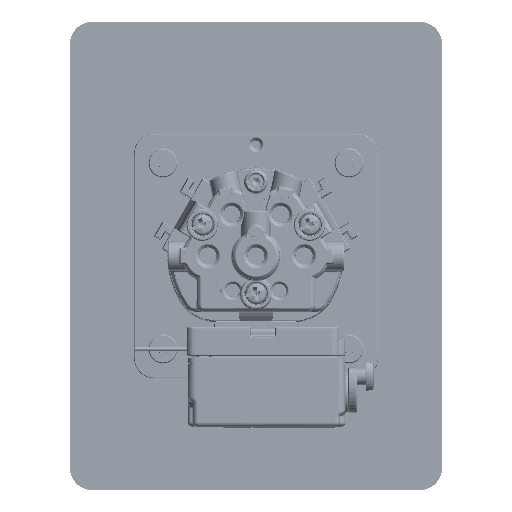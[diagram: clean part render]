
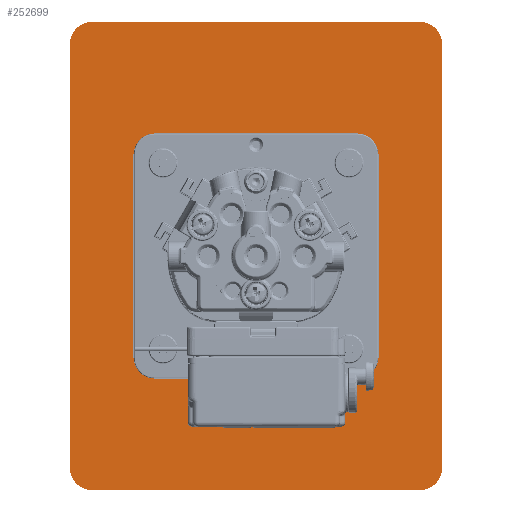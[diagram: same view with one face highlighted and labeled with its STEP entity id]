
A CAD part, front view. The second image highlights one B-rep face of the part: STEP entity #252699.
In plain terms, the highlighted planar face has unit normal (0, -1, 0).
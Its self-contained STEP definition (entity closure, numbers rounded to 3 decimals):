
#640 = CARTESIAN_POINT ( 'NONE',  ( -60., -27.7, -75.5 ) ) ;
#756 = VECTOR ( 'NONE', #212839, 1000. ) ;
#883 = VERTEX_POINT ( 'NONE', #185183 ) ;
#2001 = DIRECTION ( 'NONE',  ( -1., 0., 0. ) ) ;
#3013 = EDGE_CURVE ( 'NONE', #27766, #175142, #215204, .T. ) ;
#3582 = VECTOR ( 'NONE', #221528, 1000. ) ;
#5065 = VECTOR ( 'NONE', #2001, 1000. ) ;
#6902 = DIRECTION ( 'NONE',  ( 0., 1., 0. ) ) ;
#7140 = CIRCLE ( 'NONE', #45986, 3. ) ;
#10423 = CARTESIAN_POINT ( 'NONE',  ( -53., -27.7, -75.5 ) ) ;
#10447 = EDGE_CURVE ( 'NONE', #162417, #71405, #75462, .T. ) ;
#13697 = VERTEX_POINT ( 'NONE', #179150 ) ;
#16320 = AXIS2_PLACEMENT_3D ( 'NONE', #205825, #207173, #22949 ) ;
#22949 = DIRECTION ( 'NONE',  ( 0., 0., -1. ) ) ;
#23418 = CARTESIAN_POINT ( 'NONE',  ( -60., -27.7, 75.5 ) ) ;
#27766 = VERTEX_POINT ( 'NONE', #142252 ) ;
#28149 = AXIS2_PLACEMENT_3D ( 'NONE', #219530, #137600, #120091 ) ;
#29292 = VERTEX_POINT ( 'NONE', #218803 ) ;
#29499 = CARTESIAN_POINT ( 'NONE',  ( 53., -27.7, 68.5 ) ) ;
#30187 = FACE_OUTER_BOUND ( 'NONE', #237598, .T. ) ;
#31565 = CARTESIAN_POINT ( 'NONE',  ( -60., -27.7, 74.5 ) ) ;
#34695 = ORIENTED_EDGE ( 'NONE', *, *, #182401, .F. ) ;
#35619 = AXIS2_PLACEMENT_3D ( 'NONE', #222064, #204597, #140153 ) ;
#39915 = DIRECTION ( 'NONE',  ( 0., 1., 0. ) ) ;
#45986 = AXIS2_PLACEMENT_3D ( 'NONE', #65993, #39915, #120641 ) ;
#48660 = EDGE_LOOP ( 'NONE', ( #202746 ) ) ;
#48803 = CARTESIAN_POINT ( 'NONE',  ( 60., -27.7, 75.5 ) ) ;
#58411 = CARTESIAN_POINT ( 'NONE',  ( 30., -27.7, 33. ) ) ;
#59298 = CARTESIAN_POINT ( 'NONE',  ( -53., -27.7, 68.5 ) ) ;
#64727 = EDGE_CURVE ( 'NONE', #160655, #160655, #144189, .T. ) ;
#65993 = CARTESIAN_POINT ( 'NONE',  ( 30., -27.7, 30. ) ) ;
#66163 = DIRECTION ( 'NONE',  ( 0., 0., -1. ) ) ;
#67936 = EDGE_CURVE ( 'NONE', #219746, #219746, #7140, .T. ) ;
#69754 = CARTESIAN_POINT ( 'NONE',  ( -53., -27.7, 75.5 ) ) ;
#70677 = ORIENTED_EDGE ( 'NONE', *, *, #208272, .F. ) ;
#71405 = VERTEX_POINT ( 'NONE', #201865 ) ;
#71743 = DIRECTION ( 'NONE',  ( 0., -1., 0. ) ) ;
#72187 = DIRECTION ( 'NONE',  ( 0., 0., 1. ) ) ;
#75038 = CARTESIAN_POINT ( 'NONE',  ( 53., -27.7, 75.5 ) ) ;
#75462 = CIRCLE ( 'NONE', #157099, 7. ) ;
#79625 = VECTOR ( 'NONE', #223807, 1000. ) ;
#80345 = LINE ( 'NONE', #104547, #3582 ) ;
#85104 = VERTEX_POINT ( 'NONE', #221152 ) ;
#90475 = ORIENTED_EDGE ( 'NONE', *, *, #115376, .T. ) ;
#94683 = ORIENTED_EDGE ( 'NONE', *, *, #10447, .T. ) ;
#94926 = ORIENTED_EDGE ( 'NONE', *, *, #67936, .T. ) ;
#96113 = FACE_BOUND ( 'NONE', #185447, .T. ) ;
#97408 = DIRECTION ( 'NONE',  ( 0., 0., -1. ) ) ;
#99337 = AXIS2_PLACEMENT_3D ( 'NONE', #216974, #71743, #257310 ) ;
#104527 = VERTEX_POINT ( 'NONE', #206990 ) ;
#104547 = CARTESIAN_POINT ( 'NONE',  ( -60., -27.7, 74.5 ) ) ;
#115376 = EDGE_CURVE ( 'NONE', #13697, #13697, #263248, .T. ) ;
#115895 = DIRECTION ( 'NONE',  ( 0., -1., 0. ) ) ;
#119962 = EDGE_LOOP ( 'NONE', ( #166828 ) ) ;
#120091 = DIRECTION ( 'NONE',  ( 0., 0., -1. ) ) ;
#120641 = DIRECTION ( 'NONE',  ( 0., 0., 1. ) ) ;
#137600 = DIRECTION ( 'NONE',  ( 0., 1., 0. ) ) ;
#140153 = DIRECTION ( 'NONE',  ( 0., 0., 1. ) ) ;
#142252 = CARTESIAN_POINT ( 'NONE',  ( -60., -27.7, -68.5 ) ) ;
#143334 = AXIS2_PLACEMENT_3D ( 'NONE', #29499, #155947, #170790 ) ;
#144189 = CIRCLE ( 'NONE', #28149, 3. ) ;
#146467 = ORIENTED_EDGE ( 'NONE', *, *, #228023, .T. ) ;
#147538 = CIRCLE ( 'NONE', #143334, 7. ) ;
#149543 = CARTESIAN_POINT ( 'NONE',  ( 30., -27.7, -30. ) ) ;
#155947 = DIRECTION ( 'NONE',  ( 0., -1., 0. ) ) ;
#156200 = EDGE_CURVE ( 'NONE', #85104, #230987, #147538, .T. ) ;
#157099 = AXIS2_PLACEMENT_3D ( 'NONE', #59298, #115895, #200534 ) ;
#157629 = LINE ( 'NONE', #48803, #756 ) ;
#157915 = FACE_BOUND ( 'NONE', #209981, .T. ) ;
#160655 = VERTEX_POINT ( 'NONE', #176811 ) ;
#160999 = AXIS2_PLACEMENT_3D ( 'NONE', #31565, #179415, #97408 ) ;
#162417 = VERTEX_POINT ( 'NONE', #69754 ) ;
#166828 = ORIENTED_EDGE ( 'NONE', *, *, #64727, .T. ) ;
#170790 = DIRECTION ( 'NONE',  ( 0., 0., -1. ) ) ;
#173186 = AXIS2_PLACEMENT_3D ( 'NONE', #149543, #6902, #66163 ) ;
#174542 = EDGE_CURVE ( 'NONE', #85104, #190016, #157629, .T. ) ;
#175142 = VERTEX_POINT ( 'NONE', #10423 ) ;
#176811 = CARTESIAN_POINT ( 'NONE',  ( -30., -27.7, 27. ) ) ;
#179150 = CARTESIAN_POINT ( 'NONE',  ( 30., -27.7, -33. ) ) ;
#179415 = DIRECTION ( 'NONE',  ( 0., -1., 0. ) ) ;
#182401 = EDGE_CURVE ( 'NONE', #104527, #175142, #186319, .T. ) ;
#185183 = CARTESIAN_POINT ( 'NONE',  ( 0., -27.7, 34. ) ) ;
#185447 = EDGE_LOOP ( 'NONE', ( #227877 ) ) ;
#186319 = LINE ( 'NONE', #640, #5065 ) ;
#187512 = LINE ( 'NONE', #23418, #79625 ) ;
#190016 = VERTEX_POINT ( 'NONE', #210347 ) ;
#192183 = EDGE_LOOP ( 'NONE', ( #90475 ) ) ;
#196896 = PLANE ( 'NONE',  #160999 ) ;
#198973 = CIRCLE ( 'NONE', #220456, 3. ) ;
#200534 = DIRECTION ( 'NONE',  ( 0., 0., -1. ) ) ;
#201499 = ORIENTED_EDGE ( 'NONE', *, *, #257463, .F. ) ;
#201865 = CARTESIAN_POINT ( 'NONE',  ( -60., -27.7, 68.5 ) ) ;
#202746 = ORIENTED_EDGE ( 'NONE', *, *, #266000, .T. ) ;
#204597 = DIRECTION ( 'NONE',  ( 0., 1., 0. ) ) ;
#205825 = CARTESIAN_POINT ( 'NONE',  ( 53., -27.7, -68.5 ) ) ;
#206990 = CARTESIAN_POINT ( 'NONE',  ( 53., -27.7, -75.5 ) ) ;
#207173 = DIRECTION ( 'NONE',  ( 0., -1., 0. ) ) ;
#208272 = EDGE_CURVE ( 'NONE', #162417, #230987, #187512, .T. ) ;
#209981 = EDGE_LOOP ( 'NONE', ( #94926 ) ) ;
#210347 = CARTESIAN_POINT ( 'NONE',  ( 60., -27.7, -68.5 ) ) ;
#212839 = DIRECTION ( 'NONE',  ( 0., 0., -1. ) ) ;
#215204 = CIRCLE ( 'NONE', #99337, 7. ) ;
#216974 = CARTESIAN_POINT ( 'NONE',  ( -53., -27.7, -68.5 ) ) ;
#217098 = FACE_BOUND ( 'NONE', #192183, .T. ) ;
#218803 = CARTESIAN_POINT ( 'NONE',  ( -30., -27.7, -27. ) ) ;
#219530 = CARTESIAN_POINT ( 'NONE',  ( -30., -27.7, 30. ) ) ;
#219746 = VERTEX_POINT ( 'NONE', #58411 ) ;
#220048 = ORIENTED_EDGE ( 'NONE', *, *, #174542, .F. ) ;
#220456 = AXIS2_PLACEMENT_3D ( 'NONE', #256472, #253808, #72187 ) ;
#221152 = CARTESIAN_POINT ( 'NONE',  ( 60., -27.7, 68.5 ) ) ;
#221528 = DIRECTION ( 'NONE',  ( 0., 0., 1. ) ) ;
#222064 = CARTESIAN_POINT ( 'NONE',  ( 0., -27.7, 0. ) ) ;
#223807 = DIRECTION ( 'NONE',  ( 1., 0., 0. ) ) ;
#227877 = ORIENTED_EDGE ( 'NONE', *, *, #249073, .T. ) ;
#228023 = EDGE_CURVE ( 'NONE', #104527, #190016, #235343, .T. ) ;
#230987 = VERTEX_POINT ( 'NONE', #75038 ) ;
#233141 = CIRCLE ( 'NONE', #35619, 34. ) ;
#235343 = CIRCLE ( 'NONE', #16320, 7. ) ;
#237598 = EDGE_LOOP ( 'NONE', ( #220048, #251697, #70677, #94683, #201499, #253807, #34695, #146467 ) ) ;
#239879 = FACE_BOUND ( 'NONE', #48660, .T. ) ;
#249073 = EDGE_CURVE ( 'NONE', #29292, #29292, #198973, .T. ) ;
#251697 = ORIENTED_EDGE ( 'NONE', *, *, #156200, .T. ) ;
#252699 = ADVANCED_FACE ( 'NONE', ( #239879, #258791, #157915, #217098, #96113, #30187 ), #196896, .T. ) ;
#253807 = ORIENTED_EDGE ( 'NONE', *, *, #3013, .T. ) ;
#253808 = DIRECTION ( 'NONE',  ( 0., 1., 0. ) ) ;
#256472 = CARTESIAN_POINT ( 'NONE',  ( -30., -27.7, -30. ) ) ;
#257310 = DIRECTION ( 'NONE',  ( 0., 0., -1. ) ) ;
#257463 = EDGE_CURVE ( 'NONE', #27766, #71405, #80345, .T. ) ;
#258791 = FACE_BOUND ( 'NONE', #119962, .T. ) ;
#263248 = CIRCLE ( 'NONE', #173186, 3. ) ;
#266000 = EDGE_CURVE ( 'NONE', #883, #883, #233141, .T. ) ;
